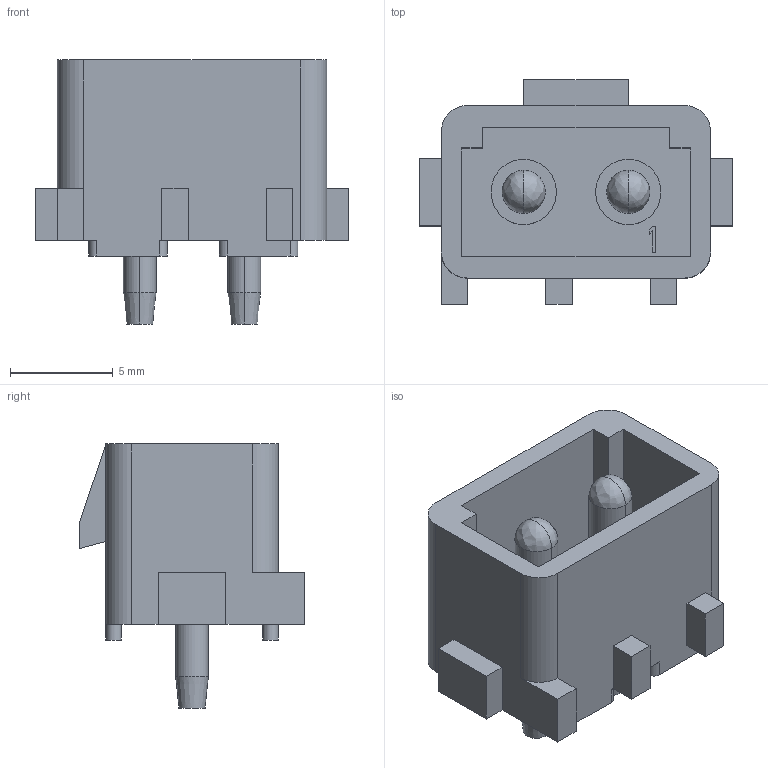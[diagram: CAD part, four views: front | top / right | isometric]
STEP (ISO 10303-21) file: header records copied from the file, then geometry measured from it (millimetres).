
FILE_DESCRIPTION((''),'2;1');
FILE_NAME('C-350539-1','2016-11-07T',('workeradm'),('Tyco Electronics Ltd.'),'CREO PARAMETRIC BY PTC INC, 2016050','CREO PARAMETRIC BY PTC INC, 2016050','');
FILE_SCHEMA(('AUTOMOTIVE_DESIGN { 1 0 10303 214 1 1 1 1 }'));
Length unit declared in the file: millimetre
Products named in the file (1): C-350539-1
Bounding box: 15.24 x 10.92 x 12.83 mm (x, y, z)
Volume: 553.6 mm3; surface area: 1091.9 mm2
Topology: 1 solids, 1 shells, 95 faces, 246 edges, 157 vertices
Faces by surface type: plane 59, cylinder 24, bspline 8, cone 4
Entity records: 3216 total; most frequent: CARTESIAN_POINT 712, ORIENTED_EDGE 484, DIRECTION 480, EDGE_CURVE 242, VECTOR 178, LINE 178, VERTEX_POINT 157, AXIS2_PLACEMENT_3D 151
